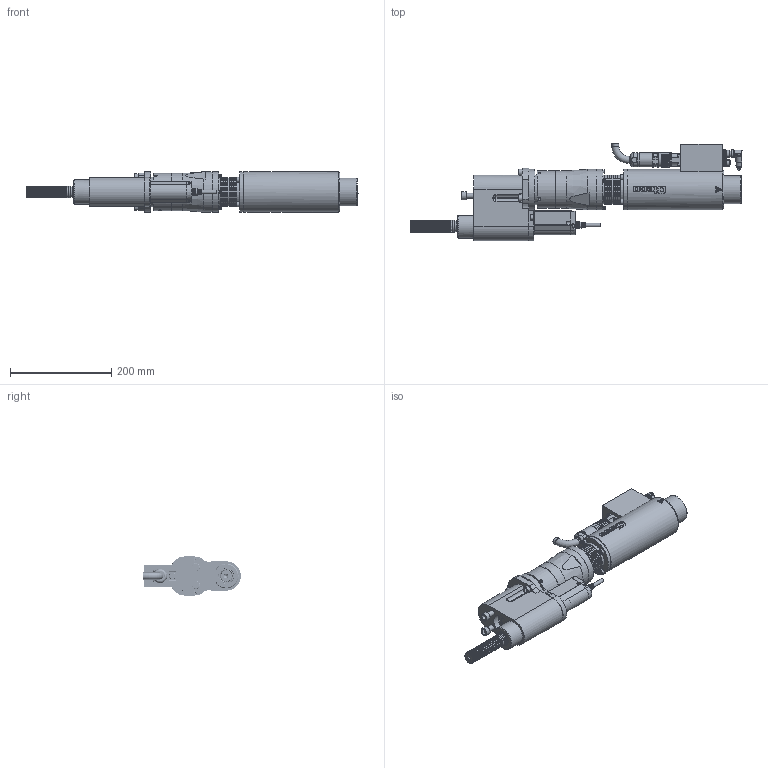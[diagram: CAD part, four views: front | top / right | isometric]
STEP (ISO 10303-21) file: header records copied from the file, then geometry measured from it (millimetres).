
FILE_DESCRIPTION(/* description */ (''),/* implementation_level */ '2;1');
FILE_NAME(/* name */ '3BD300T1O-A_IAM_001.iam.step',/* time_stamp */ '2021-08-12T07:09:11+02:00',/* author */ ('cideon'),/* organization */ (''),/* preprocessor_version */ 'ST-DEVELOPER v17.2',/* originating_system */ 'Autodesk Inventor 2019',/* authorisation */ '');
FILE_SCHEMA (('AUTOMOTIVE_DESIGN { 1 0 10303 214 3 1 1 }'));
Products named in the file (1): Bauteil2
Bounding box: 656.3 x 192.98 x 80.2 mm (x, y, z)
Volume: 2505166.6 mm3; surface area: 442213.5 mm2
Topology: 4 solids, 4 shells, 4567 faces, 13021 edges, 8529 vertices
Faces by surface type: plane 2747, cylinder 981, cone 341, bspline 313, torus 161, sphere 24
Full cylindrical faces by diameter (mm): 0.434 x2, 0.6 x16, 0.8 x2, 0.9 x8, 1 x2, 1.83 x2, 2.5 x4, 2.9 x1, 3 x3, 3.1 x1, 3.3 x2, 4 x6, 4.5 x6, 4.8 x2, 5 x1, 5.1 x1, 5.5 x4, 5.9 x1, 6 x13, 6.3 x1, 6.4 x7, 6.6 x4, 6.8 x1, 7 x8, 7.3 x2, 7.9 x6, 8 x4, 8.2 x1, 8.5 x2, 9 x1
Entity records: 199375 total; most frequent: CARTESIAN_POINT 78589, ORIENTED_EDGE 26004, DIRECTION 23808, EDGE_CURVE 13002, VERTEX_POINT 8529, AXIS2_PLACEMENT_3D 8460, LINE 6888, VECTOR 6888
